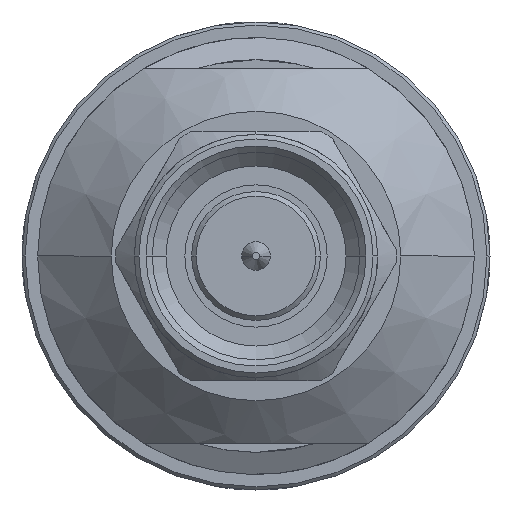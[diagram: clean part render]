
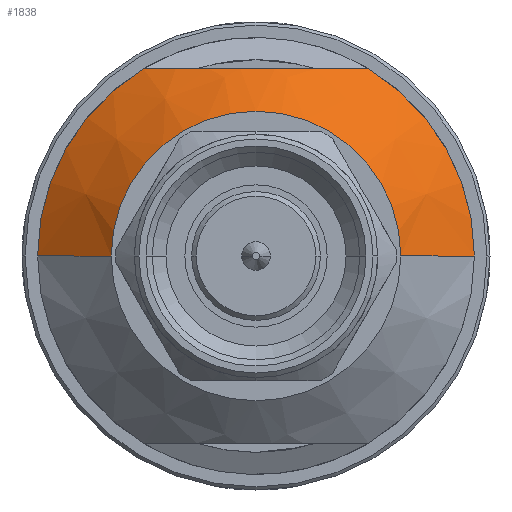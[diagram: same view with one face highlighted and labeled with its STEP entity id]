
A CAD part, left-side view. The second image highlights one B-rep face of the part: STEP entity #1838.
In plain terms, the highlighted conical face has half-angle 48.573 degrees and reference radius 7 mm.
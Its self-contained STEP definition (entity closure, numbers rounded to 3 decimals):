
#27 = CARTESIAN_POINT ( 'NONE',  ( 9.35, 0., 0. ) ) ;
#71 = CARTESIAN_POINT ( 'NONE',  ( 11.434, -7., 0. ) ) ;
#87 = CARTESIAN_POINT ( 'NONE',  ( 11.434, -7., 0. ) ) ;
#174 = CARTESIAN_POINT ( 'NONE',  ( 11.434, 7., 0. ) ) ;
#222 = VERTEX_POINT ( 'NONE', #174 ) ;
#231 = VERTEX_POINT ( 'NONE', #87 ) ;
#290 = EDGE_CURVE ( 'NONE', #4240, #222, #1791, .T. ) ;
#349 = AXIS2_PLACEMENT_3D ( 'NONE', #1658, #1666, #1668 ) ;
#421 = CARTESIAN_POINT ( 'NONE',  ( 11.434, 7., 0. ) ) ;
#428 = DIRECTION ( 'NONE',  ( 0.662, 0.75, 0. ) ) ;
#440 = CARTESIAN_POINT ( 'NONE',  ( 11.434, -3.606, 6. ) ) ;
#444 = DIRECTION ( 'NONE',  ( 0., -1., 0. ) ) ;
#649 = CARTESIAN_POINT ( 'NONE',  ( 10.552, 0.617, 6. ) ) ;
#682 = CARTESIAN_POINT ( 'NONE',  ( 11.434, -3.606, 6. ) ) ;
#845 = EDGE_CURVE ( 'NONE', #2759, #231, #2627, .T. ) ;
#1094 = CARTESIAN_POINT ( 'NONE',  ( 11.175, 3.034, 6. ) ) ;
#1112 = VECTOR ( 'NONE', #1832, 1000. ) ;
#1143 = CARTESIAN_POINT ( 'NONE',  ( 9.35, 4.638, 0. ) ) ;
#1265 = DIRECTION ( 'NONE',  ( 1., 0., 0. ) ) ;
#1273 = CARTESIAN_POINT ( 'NONE',  ( 9.35, -4.638, 0. ) ) ;
#1368 = EDGE_CURVE ( 'NONE', #222, #2577, #3106, .T. ) ;
#1625 = EDGE_CURVE ( 'NONE', #2759, #2577, #3670, .T. ) ;
#1658 = CARTESIAN_POINT ( 'NONE',  ( 11.434, 0., 0. ) ) ;
#1666 = DIRECTION ( 'NONE',  ( 1., 0., 0. ) ) ;
#1668 = DIRECTION ( 'NONE',  ( 0., -1., 0. ) ) ;
#1791 = LINE ( 'NONE', #421, #3540 ) ;
#1832 = DIRECTION ( 'NONE',  ( 0.662, -0.75, 0. ) ) ;
#1838 = ADVANCED_FACE ( 'NONE', ( #3352 ), #2843, .T. ) ;
#1861 = EDGE_CURVE ( 'NONE', #4240, #4028, #4365, .T. ) ;
#1937 = DIRECTION ( 'NONE',  ( 1., 0., 0. ) ) ;
#2025 = AXIS2_PLACEMENT_3D ( 'NONE', #2813, #1265, #444 ) ;
#2267 = CARTESIAN_POINT ( 'NONE',  ( 10.574, -0.629, 6. ) ) ;
#2284 = EDGE_LOOP ( 'NONE', ( #3257, #2671, #2360, #2483, #3808, #3572 ) ) ;
#2286 = DIRECTION ( 'NONE',  ( 0., 1., 0. ) ) ;
#2360 = ORIENTED_EDGE ( 'NONE', *, *, #845, .F. ) ;
#2421 = CARTESIAN_POINT ( 'NONE',  ( 10.721, -1.555, 6. ) ) ;
#2483 = ORIENTED_EDGE ( 'NONE', *, *, #1625, .T. ) ;
#2557 = EDGE_CURVE ( 'NONE', #4028, #231, #3301, .T. ) ;
#2571 = CARTESIAN_POINT ( 'NONE',  ( 10.552, -0.315, 6. ) ) ;
#2577 = VERTEX_POINT ( 'NONE', #2732 ) ;
#2627 = CIRCLE ( 'NONE', #349, 7. ) ;
#2671 = ORIENTED_EDGE ( 'NONE', *, *, #2557, .T. ) ;
#2678 = CARTESIAN_POINT ( 'NONE',  ( 11.434, 0., 0. ) ) ;
#2732 = CARTESIAN_POINT ( 'NONE',  ( 11.434, 3.606, 6. ) ) ;
#2759 = VERTEX_POINT ( 'NONE', #440 ) ;
#2813 = CARTESIAN_POINT ( 'NONE',  ( 11.434, 0., 0. ) ) ;
#2843 = CONICAL_SURFACE ( 'NONE', #4344, 7., 0.848 ) ;
#2914 = AXIS2_PLACEMENT_3D ( 'NONE', #27, #1937, #2286 ) ;
#3106 = CIRCLE ( 'NONE', #2025, 7. ) ;
#3180 = CARTESIAN_POINT ( 'NONE',  ( 11.175, -3.036, 6. ) ) ;
#3257 = ORIENTED_EDGE ( 'NONE', *, *, #1861, .T. ) ;
#3301 = LINE ( 'NONE', #71, #1112 ) ;
#3352 = FACE_OUTER_BOUND ( 'NONE', #2284, .T. ) ;
#3384 = CARTESIAN_POINT ( 'NONE',  ( 10.638, 1.234, 6. ) ) ;
#3390 = CARTESIAN_POINT ( 'NONE',  ( 10.955, -2.455, 6. ) ) ;
#3540 = VECTOR ( 'NONE', #428, 1000. ) ;
#3572 = ORIENTED_EDGE ( 'NONE', *, *, #290, .F. ) ;
#3670 = B_SPLINE_CURVE_WITH_KNOTS ( 'NONE', 3,
 ( #682, #3180, #3390, #2421, #4153, #2267, #2571, #649, #3384, #4278, #1094, #4380 ),
 .UNSPECIFIED., .F., .F.,
 ( 4, 2, 2, 2, 2, 4 ),
 ( 0., 0.002, 0.003, 0.004, 0.006, 0.007 ),
 .UNSPECIFIED. ) ;
#3808 = ORIENTED_EDGE ( 'NONE', *, *, #1368, .F. ) ;
#4028 = VERTEX_POINT ( 'NONE', #1273 ) ;
#4153 = CARTESIAN_POINT ( 'NONE',  ( 10.659, -1.25, 6. ) ) ;
#4240 = VERTEX_POINT ( 'NONE', #1143 ) ;
#4261 = DIRECTION ( 'NONE',  ( 0., 1., 0. ) ) ;
#4278 = CARTESIAN_POINT ( 'NONE',  ( 10.953, 2.449, 6. ) ) ;
#4344 = AXIS2_PLACEMENT_3D ( 'NONE', #2678, #4510, #4261 ) ;
#4365 = CIRCLE ( 'NONE', #2914, 4.638 ) ;
#4380 = CARTESIAN_POINT ( 'NONE',  ( 11.434, 3.606, 6. ) ) ;
#4510 = DIRECTION ( 'NONE',  ( 1., 0., 0. ) ) ;
